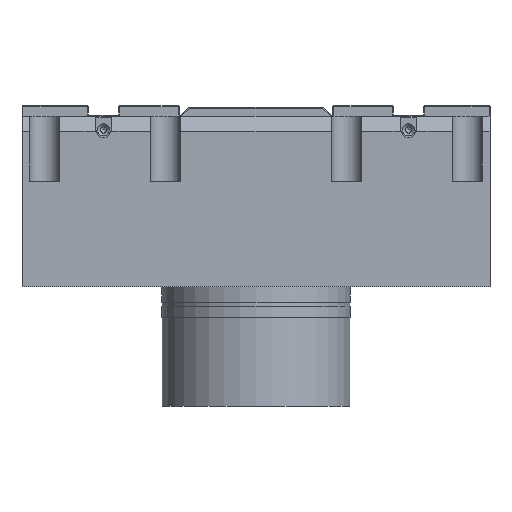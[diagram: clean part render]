
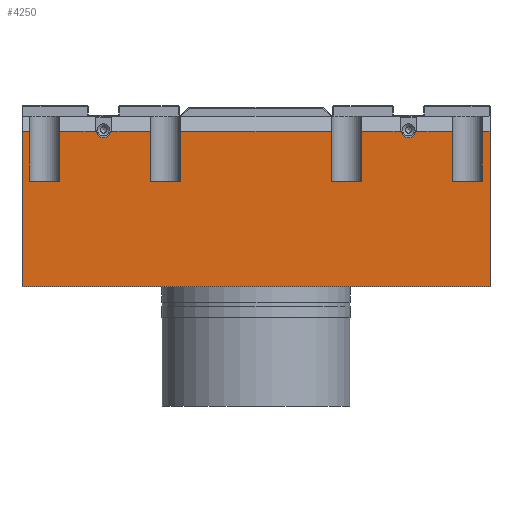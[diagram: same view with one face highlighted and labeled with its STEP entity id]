
A CAD part, front view. The second image highlights one B-rep face of the part: STEP entity #4250.
In plain terms, the highlighted planar face has unit normal (0, -1, 0).
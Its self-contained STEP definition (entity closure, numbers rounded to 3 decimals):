
#179=LINE('',#6248,#670);
#256=LINE('',#6526,#747);
#257=LINE('',#6528,#748);
#258=LINE('',#6530,#749);
#259=LINE('',#6532,#750);
#260=LINE('',#6533,#751);
#261=LINE('',#6535,#752);
#262=LINE('',#6537,#753);
#263=LINE('',#6539,#754);
#264=LINE('',#6541,#755);
#265=LINE('',#6543,#756);
#266=LINE('',#6545,#757);
#267=LINE('',#6546,#758);
#268=LINE('',#6548,#759);
#269=LINE('',#6550,#760);
#270=LINE('',#6552,#761);
#271=LINE('',#6554,#762);
#272=LINE('',#6556,#763);
#273=LINE('',#6558,#764);
#274=LINE('',#6560,#765);
#275=LINE('',#6562,#766);
#276=LINE('',#6563,#767);
#670=VECTOR('',#4993,10.);
#747=VECTOR('',#5294,10.);
#748=VECTOR('',#5295,10.);
#749=VECTOR('',#5296,10.);
#750=VECTOR('',#5297,10.);
#751=VECTOR('',#5298,10.);
#752=VECTOR('',#5299,10.);
#753=VECTOR('',#5300,10.);
#754=VECTOR('',#5301,10.);
#755=VECTOR('',#5302,10.);
#756=VECTOR('',#5303,10.);
#757=VECTOR('',#5304,10.);
#758=VECTOR('',#5305,10.);
#759=VECTOR('',#5306,10.);
#760=VECTOR('',#5307,10.);
#761=VECTOR('',#5308,10.);
#762=VECTOR('',#5309,10.);
#763=VECTOR('',#5310,10.);
#764=VECTOR('',#5311,10.);
#765=VECTOR('',#5312,10.);
#766=VECTOR('',#5313,10.);
#767=VECTOR('',#5314,10.);
#1229=FACE_OUTER_BOUND('',#1492,.T.);
#1492=EDGE_LOOP('',(#3145,#3146,#3147,#3148,#3149,#3150,#3151,#3152,#3153,
#3154,#3155,#3156,#3157,#3158,#3159,#3160,#3161,#3162,#3163,#3164,#3165,
#3166,#3167,#3168));
#1762=CIRCLE('',#4625,5.);
#1764=CIRCLE('',#4635,5.);
#1865=VERTEX_POINT('',#6245);
#1866=VERTEX_POINT('',#6247);
#1940=VERTEX_POINT('',#6480);
#1944=VERTEX_POINT('',#6488);
#1953=VERTEX_POINT('',#6519);
#1954=VERTEX_POINT('',#6521);
#1955=VERTEX_POINT('',#6525);
#1956=VERTEX_POINT('',#6527);
#1957=VERTEX_POINT('',#6529);
#1958=VERTEX_POINT('',#6531);
#1959=VERTEX_POINT('',#6534);
#1960=VERTEX_POINT('',#6536);
#1961=VERTEX_POINT('',#6538);
#1962=VERTEX_POINT('',#6540);
#1963=VERTEX_POINT('',#6542);
#1964=VERTEX_POINT('',#6544);
#1965=VERTEX_POINT('',#6547);
#1966=VERTEX_POINT('',#6549);
#1967=VERTEX_POINT('',#6551);
#1968=VERTEX_POINT('',#6553);
#1969=VERTEX_POINT('',#6555);
#1970=VERTEX_POINT('',#6557);
#1971=VERTEX_POINT('',#6559);
#1972=VERTEX_POINT('',#6561);
#2265=EDGE_CURVE('',#1865,#1866,#179,.T.);
#2377=EDGE_CURVE('',#1940,#1944,#1762,.T.);
#2392=EDGE_CURVE('',#1954,#1953,#1764,.T.);
#2394=EDGE_CURVE('',#1955,#1944,#256,.T.);
#2395=EDGE_CURVE('',#1955,#1956,#257,.T.);
#2396=EDGE_CURVE('',#1956,#1957,#258,.T.);
#2397=EDGE_CURVE('',#1957,#1958,#259,.T.);
#2398=EDGE_CURVE('',#1866,#1958,#260,.T.);
#2399=EDGE_CURVE('',#1865,#1959,#261,.T.);
#2400=EDGE_CURVE('',#1959,#1960,#262,.T.);
#2401=EDGE_CURVE('',#1961,#1960,#263,.T.);
#2402=EDGE_CURVE('',#1961,#1962,#264,.T.);
#2403=EDGE_CURVE('',#1962,#1963,#265,.T.);
#2404=EDGE_CURVE('',#1963,#1964,#266,.T.);
#2405=EDGE_CURVE('',#1954,#1964,#267,.T.);
#2406=EDGE_CURVE('',#1965,#1953,#268,.T.);
#2407=EDGE_CURVE('',#1965,#1966,#269,.T.);
#2408=EDGE_CURVE('',#1966,#1967,#270,.T.);
#2409=EDGE_CURVE('',#1967,#1968,#271,.T.);
#2410=EDGE_CURVE('',#1969,#1968,#272,.T.);
#2411=EDGE_CURVE('',#1969,#1970,#273,.T.);
#2412=EDGE_CURVE('',#1970,#1971,#274,.T.);
#2413=EDGE_CURVE('',#1971,#1972,#275,.T.);
#2414=EDGE_CURVE('',#1940,#1972,#276,.T.);
#3145=ORIENTED_EDGE('',*,*,#2377,.T.);
#3146=ORIENTED_EDGE('',*,*,#2394,.F.);
#3147=ORIENTED_EDGE('',*,*,#2395,.T.);
#3148=ORIENTED_EDGE('',*,*,#2396,.T.);
#3149=ORIENTED_EDGE('',*,*,#2397,.T.);
#3150=ORIENTED_EDGE('',*,*,#2398,.F.);
#3151=ORIENTED_EDGE('',*,*,#2265,.F.);
#3152=ORIENTED_EDGE('',*,*,#2399,.T.);
#3153=ORIENTED_EDGE('',*,*,#2400,.T.);
#3154=ORIENTED_EDGE('',*,*,#2401,.F.);
#3155=ORIENTED_EDGE('',*,*,#2402,.T.);
#3156=ORIENTED_EDGE('',*,*,#2403,.T.);
#3157=ORIENTED_EDGE('',*,*,#2404,.T.);
#3158=ORIENTED_EDGE('',*,*,#2405,.F.);
#3159=ORIENTED_EDGE('',*,*,#2392,.T.);
#3160=ORIENTED_EDGE('',*,*,#2406,.F.);
#3161=ORIENTED_EDGE('',*,*,#2407,.T.);
#3162=ORIENTED_EDGE('',*,*,#2408,.T.);
#3163=ORIENTED_EDGE('',*,*,#2409,.T.);
#3164=ORIENTED_EDGE('',*,*,#2410,.F.);
#3165=ORIENTED_EDGE('',*,*,#2411,.T.);
#3166=ORIENTED_EDGE('',*,*,#2412,.T.);
#3167=ORIENTED_EDGE('',*,*,#2413,.T.);
#3168=ORIENTED_EDGE('',*,*,#2414,.F.);
#4028=PLANE('',#4637);
#4250=ADVANCED_FACE('',(#1229),#4028,.T.);
#4625=AXIS2_PLACEMENT_3D('',#6490,#5256,#5257);
#4635=AXIS2_PLACEMENT_3D('',#6522,#5288,#5289);
#4637=AXIS2_PLACEMENT_3D('',#6524,#5292,#5293);
#4993=DIRECTION('',(0.,0.,1.));
#5256=DIRECTION('center_axis',(0.,1.,0.));
#5257=DIRECTION('ref_axis',(-1.,0.,0.));
#5288=DIRECTION('center_axis',(0.,1.,0.));
#5289=DIRECTION('ref_axis',(-1.,0.,0.));
#5292=DIRECTION('center_axis',(0.,-1.,0.));
#5293=DIRECTION('ref_axis',(1.,0.,0.));
#5294=DIRECTION('',(1.,0.,0.));
#5295=DIRECTION('',(0.,0.,-1.));
#5296=DIRECTION('',(-1.,0.,0.));
#5297=DIRECTION('',(0.,0.,1.));
#5298=DIRECTION('',(1.,0.,0.));
#5299=DIRECTION('',(1.,0.,0.));
#5300=DIRECTION('',(0.,0.,1.));
#5301=DIRECTION('',(1.,0.,0.));
#5302=DIRECTION('',(0.,0.,-1.));
#5303=DIRECTION('',(-1.,0.,0.));
#5304=DIRECTION('',(0.,0.,1.));
#5305=DIRECTION('',(1.,0.,0.));
#5306=DIRECTION('',(1.,0.,0.));
#5307=DIRECTION('',(0.,0.,-1.));
#5308=DIRECTION('',(-1.,0.,0.));
#5309=DIRECTION('',(0.,0.,1.));
#5310=DIRECTION('',(1.,0.,0.));
#5311=DIRECTION('',(0.,0.,-1.));
#5312=DIRECTION('',(-1.,0.,0.));
#5313=DIRECTION('',(0.,0.,1.));
#5314=DIRECTION('',(1.,0.,0.));
#6245=CARTESIAN_POINT('',(-155.,-64.,0.));
#6247=CARTESIAN_POINT('',(-155.,-64.,103.));
#6248=CARTESIAN_POINT('',(-155.,-64.,0.));
#6480=CARTESIAN_POINT('',(-96.101,-64.,103.));
#6488=CARTESIAN_POINT('',(-105.899,-64.,103.));
#6490=CARTESIAN_POINT('Origin',(-101.,-64.,104.));
#6519=CARTESIAN_POINT('',(96.101,-64.,103.));
#6521=CARTESIAN_POINT('',(105.899,-64.,103.));
#6522=CARTESIAN_POINT('Origin',(101.,-64.,104.));
#6524=CARTESIAN_POINT('Origin',(-155.,-64.,0.));
#6525=CARTESIAN_POINT('',(-130.,-64.,103.));
#6526=CARTESIAN_POINT('',(-77.5,-64.,103.));
#6527=CARTESIAN_POINT('',(-130.,-64.,70.));
#6528=CARTESIAN_POINT('',(-130.,-64.,56.5));
#6529=CARTESIAN_POINT('',(-150.,-64.,70.));
#6530=CARTESIAN_POINT('',(-147.5,-64.,70.));
#6531=CARTESIAN_POINT('',(-150.,-64.,103.));
#6532=CARTESIAN_POINT('',(-150.,-64.,56.5));
#6533=CARTESIAN_POINT('',(-77.5,-64.,103.));
#6534=CARTESIAN_POINT('',(155.,-64.,0.));
#6535=CARTESIAN_POINT('',(-155.,-64.,0.));
#6536=CARTESIAN_POINT('',(155.,-64.,103.));
#6537=CARTESIAN_POINT('',(155.,-64.,0.));
#6538=CARTESIAN_POINT('',(150.,-64.,103.));
#6539=CARTESIAN_POINT('',(-77.5,-64.,103.));
#6540=CARTESIAN_POINT('',(150.,-64.,70.));
#6541=CARTESIAN_POINT('',(150.,-64.,56.5));
#6542=CARTESIAN_POINT('',(130.,-64.,70.));
#6543=CARTESIAN_POINT('',(-7.5,-64.,70.));
#6544=CARTESIAN_POINT('',(130.,-64.,103.));
#6545=CARTESIAN_POINT('',(130.,-64.,56.5));
#6546=CARTESIAN_POINT('',(-77.5,-64.,103.));
#6547=CARTESIAN_POINT('',(70.,-64.,103.));
#6548=CARTESIAN_POINT('',(-77.5,-64.,103.));
#6549=CARTESIAN_POINT('',(70.,-64.,70.));
#6550=CARTESIAN_POINT('',(70.,-64.,56.5));
#6551=CARTESIAN_POINT('',(50.,-64.,70.));
#6552=CARTESIAN_POINT('',(-47.5,-64.,70.));
#6553=CARTESIAN_POINT('',(50.,-64.,103.));
#6554=CARTESIAN_POINT('',(50.,-64.,56.5));
#6555=CARTESIAN_POINT('',(-50.,-64.,103.));
#6556=CARTESIAN_POINT('',(-77.5,-64.,103.));
#6557=CARTESIAN_POINT('',(-50.,-64.,70.));
#6558=CARTESIAN_POINT('',(-50.,-64.,56.5));
#6559=CARTESIAN_POINT('',(-70.,-64.,70.));
#6560=CARTESIAN_POINT('',(-107.5,-64.,70.));
#6561=CARTESIAN_POINT('',(-70.,-64.,103.));
#6562=CARTESIAN_POINT('',(-70.,-64.,56.5));
#6563=CARTESIAN_POINT('',(-77.5,-64.,103.));
